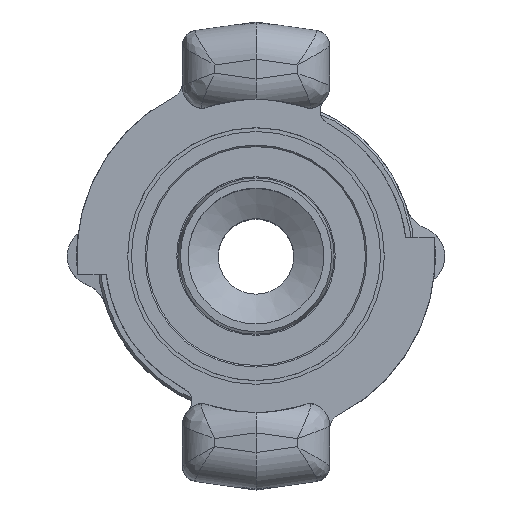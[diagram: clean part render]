
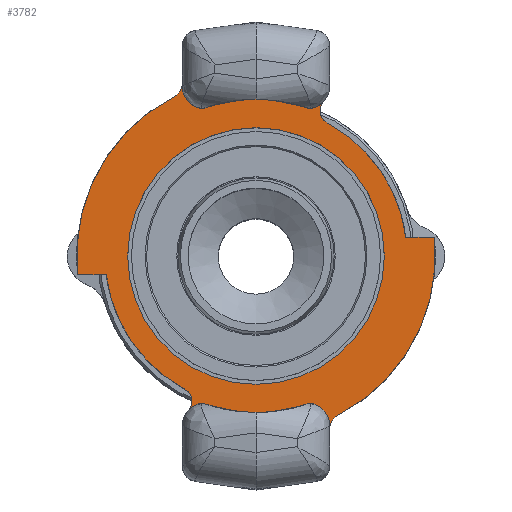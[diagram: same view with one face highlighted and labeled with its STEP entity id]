
A CAD part, top view. The second image highlights one B-rep face of the part: STEP entity #3782.
In plain terms, the highlighted planar face has unit normal (0, 0, 1).
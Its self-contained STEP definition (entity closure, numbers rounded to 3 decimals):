
#197=FACE_BOUND('',#557,.T.);
#228=PLANE('',#4068);
#339=FACE_OUTER_BOUND('',#556,.T.);
#556=EDGE_LOOP('',(#2510,#2511,#2512,#2513,#2514,#2515,#2516,#2517,#2518,
#2519,#2520,#2521,#2522,#2523,#2524,#2525,#2526,#2527));
#557=EDGE_LOOP('',(#2528));
#795=LINE('',#6620,#977);
#796=LINE('',#6624,#978);
#797=LINE('',#6629,#979);
#798=LINE('',#6635,#980);
#799=LINE('',#6639,#981);
#800=LINE('',#6644,#982);
#977=VECTOR('',#4669,10.);
#978=VECTOR('',#4672,10.);
#979=VECTOR('',#4677,10.);
#980=VECTOR('',#4682,10.);
#981=VECTOR('',#4685,10.);
#982=VECTOR('',#4690,10.);
#1123=CIRCLE('',#3985,17.);
#1134=CIRCLE('',#4003,20.);
#1142=CIRCLE('',#4014,20.);
#1161=CIRCLE('',#4069,25.5);
#1162=CIRCLE('',#4070,2.);
#1163=CIRCLE('',#4071,23.75);
#1164=CIRCLE('',#4072,1.835);
#1165=CIRCLE('',#4073,3.);
#1166=CIRCLE('',#4074,25.5);
#1167=CIRCLE('',#4075,2.);
#1168=CIRCLE('',#4076,23.75);
#1169=CIRCLE('',#4077,1.835);
#1170=CIRCLE('',#4078,3.);
#1366=VERTEX_POINT('',#5596);
#1388=VERTEX_POINT('',#5801);
#1389=VERTEX_POINT('',#5803);
#1405=VERTEX_POINT('',#6079);
#1406=VERTEX_POINT('',#6081);
#1474=VERTEX_POINT('',#6618);
#1475=VERTEX_POINT('',#6619);
#1476=VERTEX_POINT('',#6621);
#1477=VERTEX_POINT('',#6623);
#1478=VERTEX_POINT('',#6625);
#1479=VERTEX_POINT('',#6627);
#1480=VERTEX_POINT('',#6630);
#1481=VERTEX_POINT('',#6632);
#1482=VERTEX_POINT('',#6634);
#1483=VERTEX_POINT('',#6636);
#1484=VERTEX_POINT('',#6638);
#1485=VERTEX_POINT('',#6640);
#1486=VERTEX_POINT('',#6642);
#1487=VERTEX_POINT('',#6645);
#1742=EDGE_CURVE('',#1366,#1366,#1123,.T.);
#1771=EDGE_CURVE('',#1388,#1389,#1134,.T.);
#1795=EDGE_CURVE('',#1405,#1406,#1142,.T.);
#1884=EDGE_CURVE('',#1474,#1475,#795,.T.);
#1885=EDGE_CURVE('',#1474,#1476,#1161,.T.);
#1886=EDGE_CURVE('',#1477,#1476,#796,.T.);
#1887=EDGE_CURVE('',#1478,#1477,#1162,.T.);
#1888=EDGE_CURVE('',#1479,#1478,#1163,.T.);
#1889=EDGE_CURVE('',#1406,#1479,#797,.T.);
#1890=EDGE_CURVE('',#1480,#1405,#1164,.T.);
#1891=EDGE_CURVE('',#1481,#1480,#1165,.T.);
#1892=EDGE_CURVE('',#1482,#1481,#798,.T.);
#1893=EDGE_CURVE('',#1482,#1483,#1166,.T.);
#1894=EDGE_CURVE('',#1484,#1483,#799,.T.);
#1895=EDGE_CURVE('',#1485,#1484,#1167,.T.);
#1896=EDGE_CURVE('',#1486,#1485,#1168,.T.);
#1897=EDGE_CURVE('',#1389,#1486,#800,.T.);
#1898=EDGE_CURVE('',#1487,#1388,#1169,.T.);
#1899=EDGE_CURVE('',#1475,#1487,#1170,.T.);
#2510=ORIENTED_EDGE('',*,*,#1884,.F.);
#2511=ORIENTED_EDGE('',*,*,#1885,.T.);
#2512=ORIENTED_EDGE('',*,*,#1886,.F.);
#2513=ORIENTED_EDGE('',*,*,#1887,.F.);
#2514=ORIENTED_EDGE('',*,*,#1888,.F.);
#2515=ORIENTED_EDGE('',*,*,#1889,.F.);
#2516=ORIENTED_EDGE('',*,*,#1795,.F.);
#2517=ORIENTED_EDGE('',*,*,#1890,.F.);
#2518=ORIENTED_EDGE('',*,*,#1891,.F.);
#2519=ORIENTED_EDGE('',*,*,#1892,.F.);
#2520=ORIENTED_EDGE('',*,*,#1893,.T.);
#2521=ORIENTED_EDGE('',*,*,#1894,.F.);
#2522=ORIENTED_EDGE('',*,*,#1895,.F.);
#2523=ORIENTED_EDGE('',*,*,#1896,.F.);
#2524=ORIENTED_EDGE('',*,*,#1897,.F.);
#2525=ORIENTED_EDGE('',*,*,#1771,.F.);
#2526=ORIENTED_EDGE('',*,*,#1898,.F.);
#2527=ORIENTED_EDGE('',*,*,#1899,.F.);
#2528=ORIENTED_EDGE('',*,*,#1742,.T.);
#3782=ADVANCED_FACE('',(#339,#197),#228,.F.);
#3985=AXIS2_PLACEMENT_3D('',#5598,#4465,#4466);
#4003=AXIS2_PLACEMENT_3D('',#5804,#4506,#4507);
#4014=AXIS2_PLACEMENT_3D('',#6082,#4533,#4534);
#4068=AXIS2_PLACEMENT_3D('',#6617,#4667,#4668);
#4069=AXIS2_PLACEMENT_3D('',#6622,#4670,#4671);
#4070=AXIS2_PLACEMENT_3D('',#6626,#4673,#4674);
#4071=AXIS2_PLACEMENT_3D('',#6628,#4675,#4676);
#4072=AXIS2_PLACEMENT_3D('',#6631,#4678,#4679);
#4073=AXIS2_PLACEMENT_3D('',#6633,#4680,#4681);
#4074=AXIS2_PLACEMENT_3D('',#6637,#4683,#4684);
#4075=AXIS2_PLACEMENT_3D('',#6641,#4686,#4687);
#4076=AXIS2_PLACEMENT_3D('',#6643,#4688,#4689);
#4077=AXIS2_PLACEMENT_3D('',#6646,#4691,#4692);
#4078=AXIS2_PLACEMENT_3D('',#6647,#4693,#4694);
#4465=DIRECTION('center_axis',(0.,0.,-1.));
#4466=DIRECTION('ref_axis',(-1.,0.,0.));
#4506=DIRECTION('center_axis',(0.,0.,-1.));
#4507=DIRECTION('ref_axis',(0.,1.,0.));
#4533=DIRECTION('center_axis',(0.,0.,-1.));
#4534=DIRECTION('ref_axis',(0.,1.,0.));
#4667=DIRECTION('center_axis',(0.,0.,-1.));
#4668=DIRECTION('ref_axis',(-1.,0.,0.));
#4669=DIRECTION('',(0.,-1.,0.));
#4670=DIRECTION('center_axis',(0.,0.,1.));
#4671=DIRECTION('ref_axis',(-1.,0.,0.));
#4672=DIRECTION('',(0.,1.,0.));
#4673=DIRECTION('center_axis',(0.,0.,1.));
#4674=DIRECTION('ref_axis',(0.853,-0.521,0.));
#4675=DIRECTION('center_axis',(0.,0.,-1.));
#4676=DIRECTION('ref_axis',(-0.411,0.912,0.));
#4677=DIRECTION('',(-1.,0.,0.));
#4678=DIRECTION('center_axis',(0.,0.,1.));
#4679=DIRECTION('ref_axis',(0.741,-0.671,0.));
#4680=DIRECTION('center_axis',(0.,0.,-1.));
#4681=DIRECTION('ref_axis',(-0.755,0.656,0.));
#4682=DIRECTION('',(0.,1.,0.));
#4683=DIRECTION('center_axis',(0.,0.,1.));
#4684=DIRECTION('ref_axis',(-1.,0.,0.));
#4685=DIRECTION('',(0.,-1.,0.));
#4686=DIRECTION('center_axis',(0.,0.,1.));
#4687=DIRECTION('ref_axis',(-0.853,0.521,0.));
#4688=DIRECTION('center_axis',(0.,0.,-1.));
#4689=DIRECTION('ref_axis',(0.411,-0.912,0.));
#4690=DIRECTION('',(1.,0.,0.));
#4691=DIRECTION('center_axis',(0.,0.,1.));
#4692=DIRECTION('ref_axis',(-0.741,0.671,0.));
#4693=DIRECTION('center_axis',(0.,0.,-1.));
#4694=DIRECTION('ref_axis',(0.755,-0.656,0.));
#5596=CARTESIAN_POINT('',(17.,0.,-5.114));
#5598=CARTESIAN_POINT('Origin',(0.,0.,-5.114));
#5801=CARTESIAN_POINT('',(9.466,17.618,-5.114));
#5803=CARTESIAN_POINT('',(19.843,2.5,-5.114));
#5804=CARTESIAN_POINT('Origin',(0.,0.,-5.114));
#6079=CARTESIAN_POINT('',(-9.466,-17.618,-5.114));
#6081=CARTESIAN_POINT('',(-19.843,-2.5,-5.114));
#6082=CARTESIAN_POINT('Origin',(0.,0.,-5.114));
#6617=CARTESIAN_POINT('Origin',(-20.25,0.,-5.114));
#6618=CARTESIAN_POINT('',(9.75,23.562,-5.114));
#6619=CARTESIAN_POINT('',(9.75,22.478,-5.114));
#6620=CARTESIAN_POINT('',(9.75,15.5,-5.114));
#6621=CARTESIAN_POINT('',(-9.75,23.562,-5.114));
#6622=CARTESIAN_POINT('Origin',(0.,0.,-5.114));
#6623=CARTESIAN_POINT('',(-9.75,22.913,-5.114));
#6624=CARTESIAN_POINT('',(-9.75,-15.5,-5.114));
#6625=CARTESIAN_POINT('',(-10.837,21.133,-5.114));
#6626=CARTESIAN_POINT('Origin',(-11.75,22.913,-5.114));
#6627=CARTESIAN_POINT('',(-23.618,-2.5,-5.114));
#6628=CARTESIAN_POINT('Origin',(0.,0.,-5.114));
#6629=CARTESIAN_POINT('',(-10.125,-2.5,-5.114));
#6630=CARTESIAN_POINT('',(-8.974,-20.465,-5.114));
#6631=CARTESIAN_POINT('Origin',(-10.335,-19.234,-5.114));
#6632=CARTESIAN_POINT('',(-9.75,-22.478,-5.114));
#6633=CARTESIAN_POINT('Origin',(-6.75,-22.478,-5.114));
#6634=CARTESIAN_POINT('',(-9.75,-23.562,-5.114));
#6635=CARTESIAN_POINT('',(-9.75,-15.5,-5.114));
#6636=CARTESIAN_POINT('',(9.75,-23.562,-5.114));
#6637=CARTESIAN_POINT('Origin',(0.,0.,-5.114));
#6638=CARTESIAN_POINT('',(9.75,-22.913,-5.114));
#6639=CARTESIAN_POINT('',(9.75,15.5,-5.114));
#6640=CARTESIAN_POINT('',(10.837,-21.133,-5.114));
#6641=CARTESIAN_POINT('Origin',(11.75,-22.913,-5.114));
#6642=CARTESIAN_POINT('',(23.618,2.5,-5.114));
#6643=CARTESIAN_POINT('Origin',(0.,0.,-5.114));
#6644=CARTESIAN_POINT('',(-10.125,2.5,-5.114));
#6645=CARTESIAN_POINT('',(8.974,20.465,-5.114));
#6646=CARTESIAN_POINT('Origin',(10.335,19.234,-5.114));
#6647=CARTESIAN_POINT('Origin',(6.75,22.478,-5.114));
